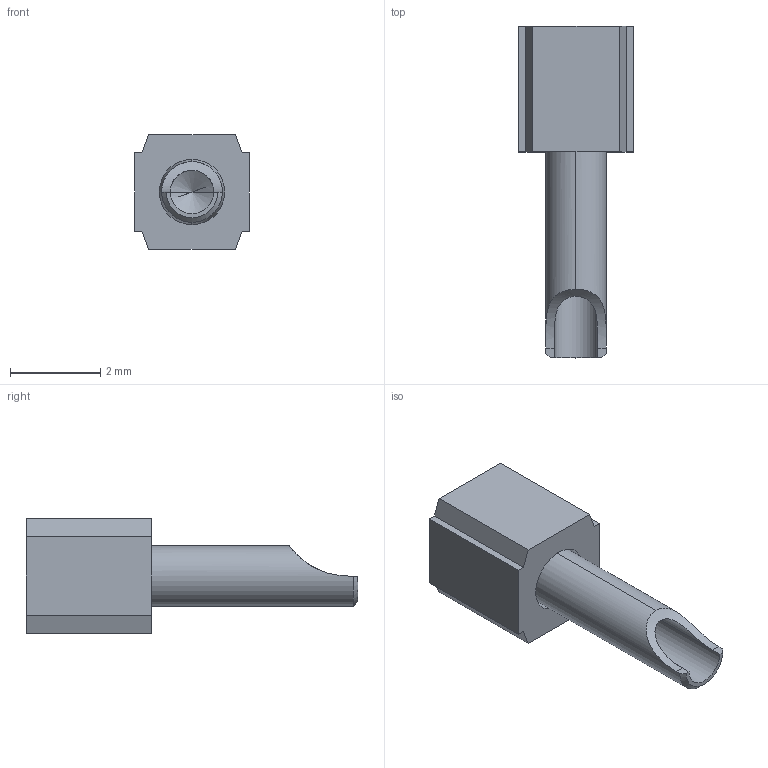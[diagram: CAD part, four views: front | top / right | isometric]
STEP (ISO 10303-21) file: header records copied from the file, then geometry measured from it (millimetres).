
FILE_DESCRIPTION (( 'STEP AP214' ), '1' );
FILE_NAME ('mill-max-329-13-101-41-540000.step', '2020-04-14T22:12:12', ( '' ), ( '' ), 'SwSTEP 2.0', 'SolidWorks 2019', '' );
FILE_SCHEMA (( 'AUTOMOTIVE_DESIGN' ));
Length unit declared in the file: inch
Products named in the file (3): mill-max-329-13-101-41-540000; mill-max-329-13-101-41-540000_P3XX-11-010-00-000000_P301-11-010-00-000000; mill-max-329-13-101-41-540000_2954_2954-0-01-15-00-00-09-0
Assembly tree (2 placements, depth 2):
  mill-max-329-13-101-41-540000
    mill-max-329-13-101-41-540000_P3XX-11-010-00-000000_P301-11-010-00-000000
    mill-max-329-13-101-41-540000_2954_2954-0-01-15-00-00-09-0
Bounding box: 2.54 x 7.37 x 2.54 mm (x, y, z)
Volume: 16.8 mm3; surface area: 103.7 mm2
Topology: 2 solids, 2 shells, 45 faces, 107 edges, 66 vertices
Faces by surface type: plane 21, cylinder 15, cone 9
Entity records: 1432 total; most frequent: CARTESIAN_POINT 264, DIRECTION 232, ORIENTED_EDGE 206, EDGE_CURVE 103, AXIS2_PLACEMENT_3D 82, VECTOR 68, LINE 68, VERTEX_POINT 66
